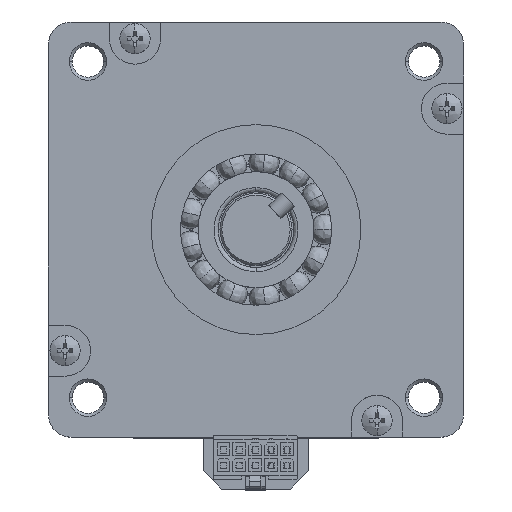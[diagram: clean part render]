
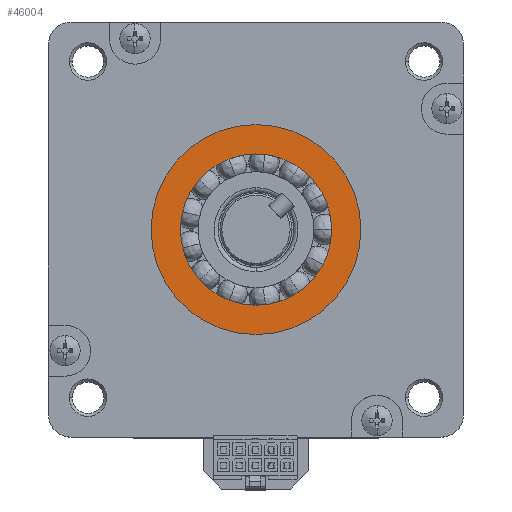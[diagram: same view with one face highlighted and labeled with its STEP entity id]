
A CAD part, top view. The second image highlights one B-rep face of the part: STEP entity #46004.
In plain terms, the highlighted planar face has unit normal (0, 0, 1).
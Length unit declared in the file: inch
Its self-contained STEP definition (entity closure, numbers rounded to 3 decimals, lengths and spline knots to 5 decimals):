
#14 = EDGE_CURVE ( 'NONE', #45576, #23485, #137, .T. ) ;
#137 = CIRCLE ( 'NONE', #3568, 1.09291 ) ;
#2274 = AXIS2_PLACEMENT_3D ( 'NONE', #30449, #42956, #4800 ) ;
#3568 = AXIS2_PLACEMENT_3D ( 'NONE', #52547, #18830, #27329 ) ;
#3656 = DIRECTION ( 'NONE',  ( 1., 0., 0. ) ) ;
#4761 = CIRCLE ( 'NONE', #2274, 1.09291 ) ;
#4800 = DIRECTION ( 'NONE',  ( -1., 0., 0. ) ) ;
#5618 = DIRECTION ( 'NONE',  ( 1., 0., 0. ) ) ;
#6165 = CARTESIAN_POINT ( 'NONE',  ( 0., 0., 0.06299 ) ) ;
#8034 = CARTESIAN_POINT ( 'NONE',  ( 1.09291, 0., 0.06299 ) ) ;
#9233 = VERTEX_POINT ( 'NONE', #37323 ) ;
#9875 = ORIENTED_EDGE ( 'NONE', *, *, #28296, .T. ) ;
#11699 = EDGE_CURVE ( 'NONE', #9233, #44581, #12064, .T. ) ;
#12064 = CIRCLE ( 'NONE', #54372, 0.7874 ) ;
#13787 = EDGE_LOOP ( 'NONE', ( #36769, #9875 ) ) ;
#13893 = EDGE_CURVE ( 'NONE', #23485, #45576, #4761, .T. ) ;
#14258 = DIRECTION ( 'NONE',  ( 1., 0., 0. ) ) ;
#15639 = ORIENTED_EDGE ( 'NONE', *, *, #14, .F. ) ;
#18830 = DIRECTION ( 'NONE',  ( 0., 0., -1. ) ) ;
#23116 = DIRECTION ( 'NONE',  ( 0., 0., 1. ) ) ;
#23485 = VERTEX_POINT ( 'NONE', #8034 ) ;
#25485 = FACE_BOUND ( 'NONE', #13787, .T. ) ;
#27002 = CIRCLE ( 'NONE', #39668, 0.7874 ) ;
#27329 = DIRECTION ( 'NONE',  ( -1., 0., 0. ) ) ;
#28296 = EDGE_CURVE ( 'NONE', #44581, #9233, #27002, .T. ) ;
#29097 = CARTESIAN_POINT ( 'NONE',  ( 0., 0., 0.06299 ) ) ;
#30449 = CARTESIAN_POINT ( 'NONE',  ( 0., 0., 0.06299 ) ) ;
#30994 = EDGE_LOOP ( 'NONE', ( #15639, #51763 ) ) ;
#31382 = FACE_OUTER_BOUND ( 'NONE', #30994, .T. ) ;
#32806 = DIRECTION ( 'NONE',  ( 0., 0., -1. ) ) ;
#34231 = AXIS2_PLACEMENT_3D ( 'NONE', #48412, #23116, #14258 ) ;
#36769 = ORIENTED_EDGE ( 'NONE', *, *, #11699, .T. ) ;
#37323 = CARTESIAN_POINT ( 'NONE',  ( 0.7874, 0., 0.06299 ) ) ;
#39668 = AXIS2_PLACEMENT_3D ( 'NONE', #29097, #32806, #3656 ) ;
#42956 = DIRECTION ( 'NONE',  ( 0., 0., -1. ) ) ;
#44581 = VERTEX_POINT ( 'NONE', #48643 ) ;
#45576 = VERTEX_POINT ( 'NONE', #47424 ) ;
#46004 = ADVANCED_FACE ( 'NONE', ( #25485, #31382 ), #52072, .T. ) ;
#47424 = CARTESIAN_POINT ( 'NONE',  ( -1.09291, 0., 0.06299 ) ) ;
#48412 = CARTESIAN_POINT ( 'NONE',  ( 0., 0., 0.06299 ) ) ;
#48643 = CARTESIAN_POINT ( 'NONE',  ( -0.7874, 0., 0.06299 ) ) ;
#51722 = DIRECTION ( 'NONE',  ( 0., 0., -1. ) ) ;
#51763 = ORIENTED_EDGE ( 'NONE', *, *, #13893, .F. ) ;
#52072 = PLANE ( 'NONE',  #34231 ) ;
#52547 = CARTESIAN_POINT ( 'NONE',  ( 0., 0., 0.06299 ) ) ;
#54372 = AXIS2_PLACEMENT_3D ( 'NONE', #6165, #51722, #5618 ) ;
